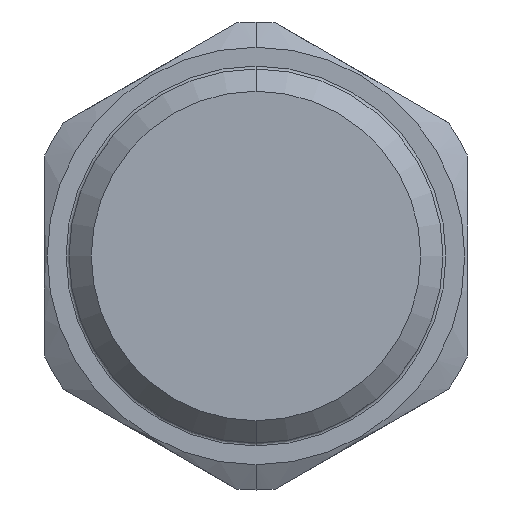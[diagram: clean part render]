
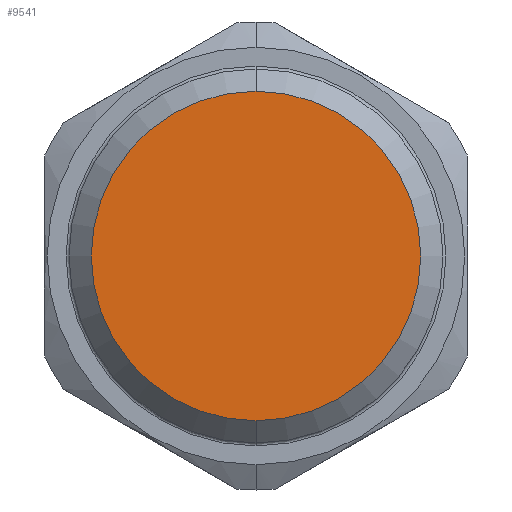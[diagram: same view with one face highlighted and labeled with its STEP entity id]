
A CAD part, left-side view. The second image highlights one B-rep face of the part: STEP entity #9541.
In plain terms, the highlighted planar face has unit normal (-1, 0, 0).
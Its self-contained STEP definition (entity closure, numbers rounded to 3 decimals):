
#90 = DIRECTION ( 'NONE',  ( -1., 0., 0. ) ) ;
#610 = EDGE_LOOP ( 'NONE', ( #3889, #1493 ) ) ;
#841 = CARTESIAN_POINT ( 'NONE',  ( 0., 0., -11.125 ) ) ;
#869 = CARTESIAN_POINT ( 'NONE',  ( 0., 0., 11.125 ) ) ;
#1211 = DIRECTION ( 'NONE',  ( 0., 0., 1. ) ) ;
#1493 = ORIENTED_EDGE ( 'NONE', *, *, #4253, .F. ) ;
#1703 = DIRECTION ( 'NONE',  ( 0., 0., -1. ) ) ;
#1743 = DIRECTION ( 'NONE',  ( 1., 0., 0. ) ) ;
#3197 = AXIS2_PLACEMENT_3D ( 'NONE', #7447, #90, #1211 ) ;
#3889 = ORIENTED_EDGE ( 'NONE', *, *, #10992, .F. ) ;
#4033 = CIRCLE ( 'NONE', #8029, 11.125 ) ;
#4253 = EDGE_CURVE ( 'NONE', #8420, #11477, #5059, .T. ) ;
#5059 = CIRCLE ( 'NONE', #10767, 11.125 ) ;
#7096 = DIRECTION ( 'NONE',  ( 0., 0., -1. ) ) ;
#7447 = CARTESIAN_POINT ( 'NONE',  ( 0., 0., 0. ) ) ;
#8029 = AXIS2_PLACEMENT_3D ( 'NONE', #11235, #10209, #7096 ) ;
#8420 = VERTEX_POINT ( 'NONE', #869 ) ;
#9310 = PLANE ( 'NONE',  #3197 ) ;
#9541 = ADVANCED_FACE ( 'NONE', ( #12230 ), #9310, .T. ) ;
#10209 = DIRECTION ( 'NONE',  ( 1., 0., 0. ) ) ;
#10767 = AXIS2_PLACEMENT_3D ( 'NONE', #11179, #1743, #1703 ) ;
#10992 = EDGE_CURVE ( 'NONE', #11477, #8420, #4033, .T. ) ;
#11179 = CARTESIAN_POINT ( 'NONE',  ( 0., 0., 0. ) ) ;
#11235 = CARTESIAN_POINT ( 'NONE',  ( 0., 0., 0. ) ) ;
#11477 = VERTEX_POINT ( 'NONE', #841 ) ;
#12230 = FACE_OUTER_BOUND ( 'NONE', #610, .T. ) ;
